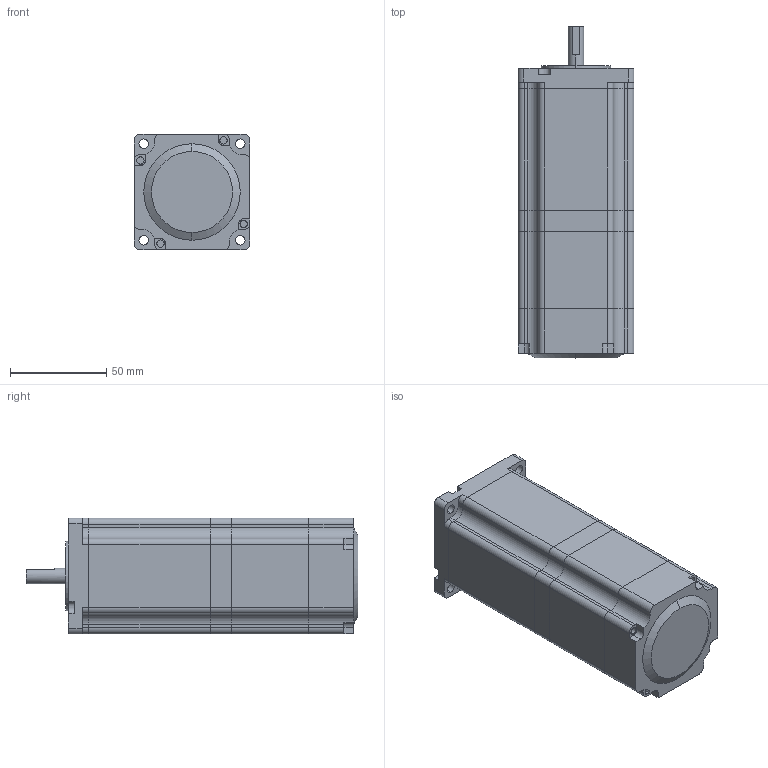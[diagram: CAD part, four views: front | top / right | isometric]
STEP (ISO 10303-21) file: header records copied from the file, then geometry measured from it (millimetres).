
FILE_DESCRIPTION (( 'STEP AP214' ), '1' );
FILE_NAME ('60HSM86E1D03Y403D0822-001.STEP', '2019-09-27T08:20:28', ( 'wimxt.com' ), ( 'wimxt.com' ), 'SwSTEP 2.0', 'SolidWorks 2014', '' );
FILE_SCHEMA (( 'AUTOMOTIVE_DESIGN' ));
Length unit declared in the file: millimetre
Products named in the file (6): 60A3EC价陬; 60敕遠綴欶; 60A3EC傷裔; 60A3EC菁釱; 60A3EC隅赽; 60HSM86E1D03Y403D0822-001
Assembly tree (5 placements, depth 2):
  60HSM86E1D03Y403D0822-001
    60A3EC隅赽
    60A3EC菁釱
    60A3EC傷裔
    60敕遠綴欶
    60A3EC价陬
Bounding box: 60 x 172 x 60 mm (x, y, z)
Volume: 149648.1 mm3; surface area: 89650.5 mm2
Topology: 5 solids, 5 shells, 355 faces, 974 edges, 649 vertices
Faces by surface type: cylinder 179, plane 172, torus 2, cone 2
Entity records: 11850 total; most frequent: DIRECTION 2081, CARTESIAN_POINT 1986, ORIENTED_EDGE 1948, EDGE_CURVE 974, AXIS2_PLACEMENT_3D 744, VERTEX_POINT 649, LINE 593, VECTOR 593
